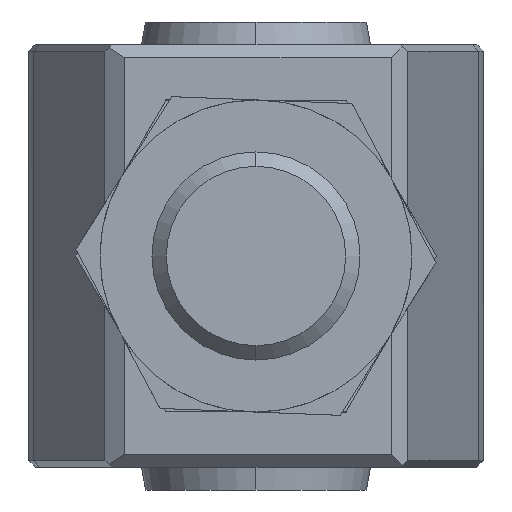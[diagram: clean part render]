
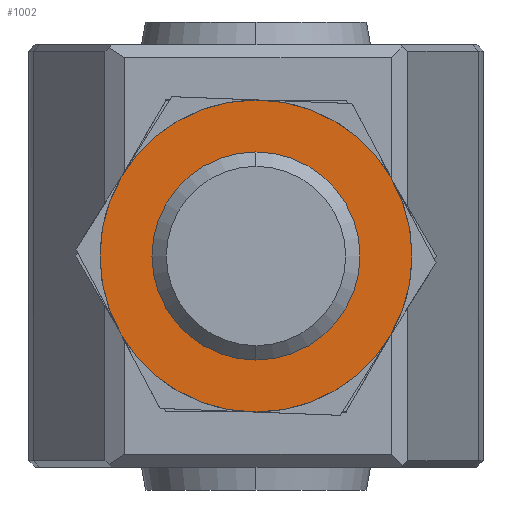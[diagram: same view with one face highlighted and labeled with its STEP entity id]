
A CAD part, left-side view. The second image highlights one B-rep face of the part: STEP entity #1002.
In plain terms, the highlighted planar face has unit normal (-1, 0, 0).
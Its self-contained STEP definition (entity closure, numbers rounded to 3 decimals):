
#157 = FACE_OUTER_BOUND ( 'NONE', #1876, .T. ) ;
#193 = VERTEX_POINT ( 'NONE', #1572 ) ;
#369 = FACE_BOUND ( 'NONE', #4490, .T. ) ;
#462 = CARTESIAN_POINT ( 'NONE',  ( -62.5, 13.846, 0.527 ) ) ;
#549 = AXIS2_PLACEMENT_3D ( 'NONE', #462, #1578, #5194 ) ;
#607 = CARTESIAN_POINT ( 'NONE',  ( -62.5, 0., 0. ) ) ;
#845 = AXIS2_PLACEMENT_3D ( 'NONE', #4305, #2263, #4702 ) ;
#976 = CARTESIAN_POINT ( 'NONE',  ( -62.5, 0., 0. ) ) ;
#1002 = ADVANCED_FACE ( 'NONE', ( #369, #157 ), #4373, .T. ) ;
#1218 = AXIS2_PLACEMENT_3D ( 'NONE', #1384, #3165, #4778 ) ;
#1384 = CARTESIAN_POINT ( 'NONE',  ( -62.5, 0., 0. ) ) ;
#1493 = DIRECTION ( 'NONE',  ( -1., 0., 0. ) ) ;
#1528 = VERTEX_POINT ( 'NONE', #5509 ) ;
#1572 = CARTESIAN_POINT ( 'NONE',  ( -62.5, 8., 0. ) ) ;
#1578 = DIRECTION ( 'NONE',  ( -1., 0., 0. ) ) ;
#1637 = ORIENTED_EDGE ( 'NONE', *, *, #4297, .T. ) ;
#1696 = EDGE_CURVE ( 'NONE', #1528, #4466, #1807, .T. ) ;
#1701 = DIRECTION ( 'NONE',  ( 0., 1., 0. ) ) ;
#1738 = DIRECTION ( 'NONE',  ( 0., 1., 0. ) ) ;
#1807 = CIRCLE ( 'NONE', #845, 12. ) ;
#1876 = EDGE_LOOP ( 'NONE', ( #6236, #6160 ) ) ;
#2253 = CARTESIAN_POINT ( 'NONE',  ( -62.5, -12., 0. ) ) ;
#2263 = DIRECTION ( 'NONE',  ( -1., 0., 0. ) ) ;
#3165 = DIRECTION ( 'NONE',  ( 1., 0., 0. ) ) ;
#3182 = VERTEX_POINT ( 'NONE', #5336 ) ;
#3647 = EDGE_CURVE ( 'NONE', #3182, #193, #4570, .T. ) ;
#3742 = CIRCLE ( 'NONE', #1218, 8. ) ;
#3825 = ORIENTED_EDGE ( 'NONE', *, *, #3647, .T. ) ;
#3850 = AXIS2_PLACEMENT_3D ( 'NONE', #976, #1493, #1701 ) ;
#4297 = EDGE_CURVE ( 'NONE', #193, #3182, #3742, .T. ) ;
#4305 = CARTESIAN_POINT ( 'NONE',  ( -62.5, 0., 0. ) ) ;
#4373 = PLANE ( 'NONE',  #549 ) ;
#4466 = VERTEX_POINT ( 'NONE', #2253 ) ;
#4490 = EDGE_LOOP ( 'NONE', ( #1637, #3825 ) ) ;
#4570 = CIRCLE ( 'NONE', #5881, 8. ) ;
#4702 = DIRECTION ( 'NONE',  ( 0., 1., 0. ) ) ;
#4778 = DIRECTION ( 'NONE',  ( 0., 1., 0. ) ) ;
#4966 = CIRCLE ( 'NONE', #3850, 12. ) ;
#5194 = DIRECTION ( 'NONE',  ( 0., -1., 0. ) ) ;
#5336 = CARTESIAN_POINT ( 'NONE',  ( -62.5, -8., 0. ) ) ;
#5341 = DIRECTION ( 'NONE',  ( 1., 0., 0. ) ) ;
#5509 = CARTESIAN_POINT ( 'NONE',  ( -62.5, 12., 0. ) ) ;
#5791 = EDGE_CURVE ( 'NONE', #4466, #1528, #4966, .T. ) ;
#5881 = AXIS2_PLACEMENT_3D ( 'NONE', #607, #5341, #1738 ) ;
#6160 = ORIENTED_EDGE ( 'NONE', *, *, #5791, .T. ) ;
#6236 = ORIENTED_EDGE ( 'NONE', *, *, #1696, .T. ) ;
